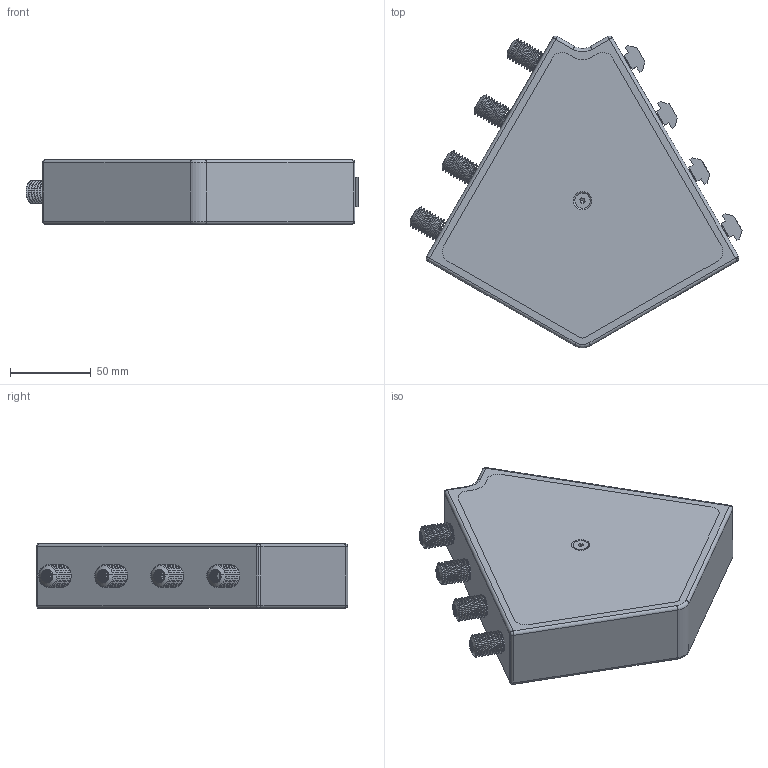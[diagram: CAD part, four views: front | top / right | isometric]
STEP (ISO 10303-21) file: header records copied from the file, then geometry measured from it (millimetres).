
FILE_DESCRIPTION (( 'STEP AP203' ), '1' );
FILE_NAME ('SPS.SJ40.60C.STEP', '2014-12-15T02:50:32', ( 'USER' ), ( 'Microsoft' ), 'SwSTEP 2.0', 'SolidWorks 2012', '' );
FILE_SCHEMA (( 'CONFIG_CONTROL_DESIGN' ));
Length unit declared in the file: millimetre
Products named in the file (1): SPS.SJ40.60C
Bounding box: 205 x 192.47 x 40 mm (x, y, z)
Surface area: 75864.6 mm2 (no closed solid volume)
Topology: 0 solids, 50 shells, 910 faces, 2814 edges, 1873 vertices
Faces by surface type: cone 273, torus 240, plane 201, cylinder 139, bspline 47, sphere 10
Entity records: 36839 total; most frequent: CARTESIAN_POINT 12547, DIRECTION 5185, ORIENTED_EDGE 4506, EDGE_CURVE 2804, AXIS2_PLACEMENT_3D 1961, VERTEX_POINT 1869, LINE 1263, VECTOR 1263
